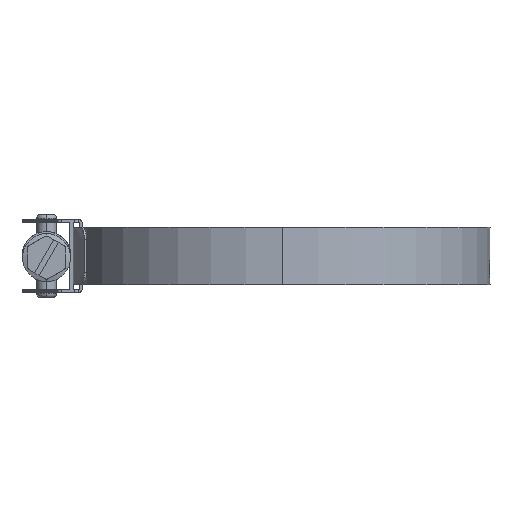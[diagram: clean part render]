
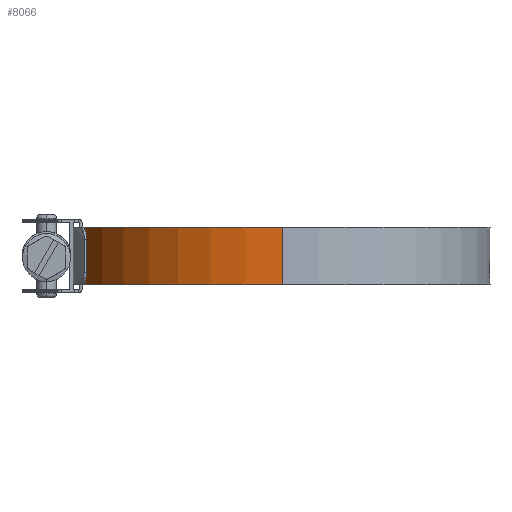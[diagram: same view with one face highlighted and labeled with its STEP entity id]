
A CAD part, left-side view. The second image highlights one B-rep face of the part: STEP entity #8066.
In plain terms, the highlighted cylindrical face has radius 51.53 mm (diameter 103.06 mm), a partial arc.
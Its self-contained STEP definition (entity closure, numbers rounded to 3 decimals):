
#387 = ORIENTED_EDGE ( 'NONE', *, *, #5706, .T. ) ;
#567 = CARTESIAN_POINT ( 'NONE',  ( 0., 51.53, -7.15 ) ) ;
#1016 = CIRCLE ( 'NONE', #9432, 51.53 ) ;
#1657 = ORIENTED_EDGE ( 'NONE', *, *, #12157, .F. ) ;
#2530 = AXIS2_PLACEMENT_3D ( 'NONE', #3661, #8950, #9018 ) ;
#2730 = CARTESIAN_POINT ( 'NONE',  ( -51.53, 0., 7.15 ) ) ;
#3369 = CARTESIAN_POINT ( 'NONE',  ( 0., 51.53, 7.15 ) ) ;
#3661 = CARTESIAN_POINT ( 'NONE',  ( 0., 0., 7.15 ) ) ;
#3727 = DIRECTION ( 'NONE',  ( 1., 0., 0. ) ) ;
#3793 = CYLINDRICAL_SURFACE ( 'NONE', #2530, 51.53 ) ;
#4068 = VECTOR ( 'NONE', #12587, 1000. ) ;
#5013 = DIRECTION ( 'NONE',  ( 0., 0., 1. ) ) ;
#5194 = VERTEX_POINT ( 'NONE', #567 ) ;
#5270 = FACE_OUTER_BOUND ( 'NONE', #8108, .T. ) ;
#5706 = EDGE_CURVE ( 'NONE', #5194, #5707, #11455, .T. ) ;
#5707 = VERTEX_POINT ( 'NONE', #13295 ) ;
#5764 = CARTESIAN_POINT ( 'NONE',  ( 0., 0., -7.15 ) ) ;
#5810 = LINE ( 'NONE', #2730, #11693 ) ;
#7001 = EDGE_CURVE ( 'NONE', #8489, #5194, #12861, .T. ) ;
#7038 = AXIS2_PLACEMENT_3D ( 'NONE', #5764, #10165, #3727 ) ;
#7830 = CARTESIAN_POINT ( 'NONE',  ( -51.53, 0., 7.15 ) ) ;
#8066 = ADVANCED_FACE ( 'NONE', ( #5270 ), #3793, .T. ) ;
#8108 = EDGE_LOOP ( 'NONE', ( #1657, #8406, #11375, #387 ) ) ;
#8406 = ORIENTED_EDGE ( 'NONE', *, *, #10280, .F. ) ;
#8489 = VERTEX_POINT ( 'NONE', #9001 ) ;
#8950 = DIRECTION ( 'NONE',  ( 0., 0., -1. ) ) ;
#9001 = CARTESIAN_POINT ( 'NONE',  ( 0., 51.53, 7.15 ) ) ;
#9018 = DIRECTION ( 'NONE',  ( -1., 0., 0. ) ) ;
#9162 = VERTEX_POINT ( 'NONE', #7830 ) ;
#9253 = DIRECTION ( 'NONE',  ( 1., 0., 0. ) ) ;
#9432 = AXIS2_PLACEMENT_3D ( 'NONE', #10266, #5013, #9253 ) ;
#10165 = DIRECTION ( 'NONE',  ( 0., 0., 1. ) ) ;
#10266 = CARTESIAN_POINT ( 'NONE',  ( 0., 0., 7.15 ) ) ;
#10280 = EDGE_CURVE ( 'NONE', #8489, #9162, #1016, .T. ) ;
#11375 = ORIENTED_EDGE ( 'NONE', *, *, #7001, .T. ) ;
#11455 = CIRCLE ( 'NONE', #7038, 51.53 ) ;
#11693 = VECTOR ( 'NONE', #12020, 1000. ) ;
#12020 = DIRECTION ( 'NONE',  ( 0., 0., -1. ) ) ;
#12157 = EDGE_CURVE ( 'NONE', #9162, #5707, #5810, .T. ) ;
#12587 = DIRECTION ( 'NONE',  ( 0., 0., -1. ) ) ;
#12861 = LINE ( 'NONE', #3369, #4068 ) ;
#13295 = CARTESIAN_POINT ( 'NONE',  ( -51.53, 0., -7.15 ) ) ;
